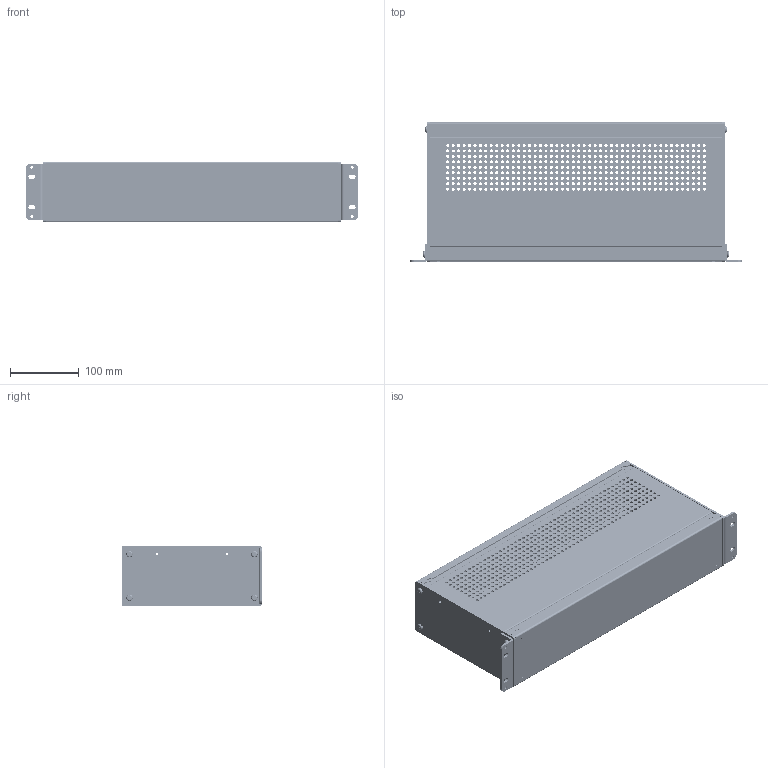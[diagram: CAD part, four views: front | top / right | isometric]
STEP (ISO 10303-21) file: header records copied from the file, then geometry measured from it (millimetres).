
FILE_DESCRIPTION(/* description */ (''),/* implementation_level */ '2;1');
FILE_NAME(/* name */ 'RMCV19038.stp',/* time_stamp */ '2017-05-31T14:46:10-04:00',/* author */ ('mbeerman'),/* organization */ (''),/* preprocessor_version */ 'ST-DEVELOPER v16.1',/* originating_system */ 'Autodesk Inventor 2016',/* authorisation */ '');
FILE_SCHEMA (('AUTOMOTIVE_DESIGN { 1 0 10303 214 3 1 1 }'));
Length unit declared in the file: millimetre
Products named in the file (11): COM53877-2; COM53880; COM53875-2; COM53878-5; SCS19498; SCS19535; NTS16752; COM53874-2; NTS16847; COM53874-2_1; RMCV19038
Assembly tree (43 placements, depth 3):
  RMCV19038
    COM53877-2  x2
    COM53880  x2
    COM53875-2  x2
    COM53878-5  x2
    SCS19498  x8
    SCS19535  x16
    COM53874-2_1  x4
      NTS16752
      COM53874-2
      NTS16847
Bounding box: 482.6 x 203.44 x 88.42 mm (x, y, z)
Volume: 618657.3 mm3; surface area: 722983.3 mm2
Topology: 60 solids, 60 shells, 1888 faces, 5968 edges, 4256 vertices
Faces by surface type: cylinder 1180, plane 636, cone 56, torus 16
Full cylindrical faces by diameter (mm): 3.505 x16, 3.962 x4, 3.969 x4, 4.039 x24, 4.064 x16, 4.496 x864, 4.75 x16, 4.763 x16, 4.801 x8, 5.105 x12, 6.198 x8, 6.35 x8, 7.112 x16, 8.636 x8, 9.347 x16
Entity records: 20781 total; most frequent: DIRECTION 3654, CARTESIAN_POINT 3173, ORIENTED_EDGE 2576, EDGE_LOOP 2026, AXIS2_PLACEMENT_3D 1699, FACE_BOUND 1404, EDGE_CURVE 1288, VERTEX_POINT 1168
